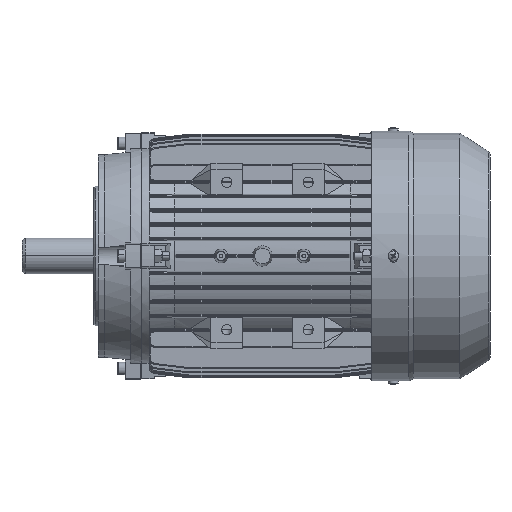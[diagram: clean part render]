
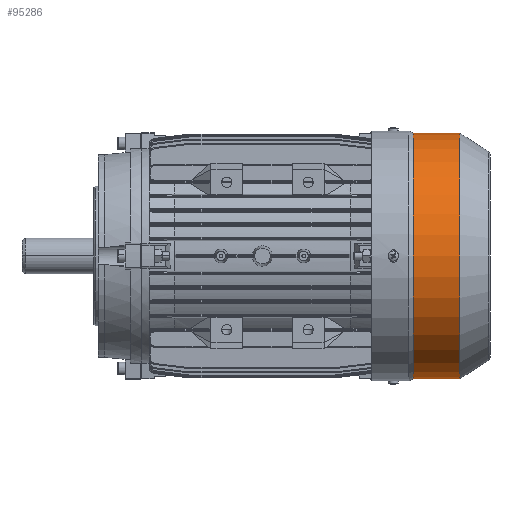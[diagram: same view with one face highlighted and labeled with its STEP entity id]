
A CAD part, front view. The second image highlights one B-rep face of the part: STEP entity #95286.
In plain terms, the highlighted cylindrical face has radius 96.7 mm (diameter 193.4 mm), a partial arc.
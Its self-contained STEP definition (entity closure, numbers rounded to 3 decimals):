
#33464 = DIRECTION ( 'NONE',  ( 0., 0., 1. ) ) ;
#33465 = DIRECTION ( 'NONE',  ( -1., 0., 0. ) ) ;
#33466 = CARTESIAN_POINT ( 'NONE',  ( 32.746, 0., 0. ) ) ;
#33467 = AXIS2_PLACEMENT_3D ( 'NONE', #33466, #33465, #33464 ) ;
#33468 = CIRCLE ( 'NONE', #33467, 96.7 ) ;
#33652 = DIRECTION ( 'NONE',  ( 0., 0., 1. ) ) ;
#33653 = DIRECTION ( 'NONE',  ( -1., 0., 0. ) ) ;
#33654 = CARTESIAN_POINT ( 'NONE',  ( 0., 0., 0. ) ) ;
#33655 = AXIS2_PLACEMENT_3D ( 'NONE', #33654, #33653, #33652 ) ;
#33657 = CYLINDRICAL_SURFACE ( 'NONE', #33655, 96.7 ) ;
#33658 = FACE_OUTER_BOUND ( 'NONE', #98850, .T. ) ;
#33696 = DIRECTION ( 'NONE',  ( 0., 0., 1. ) ) ;
#33697 = DIRECTION ( 'NONE',  ( -1., 0., 0. ) ) ;
#33698 = CARTESIAN_POINT ( 'NONE',  ( 69.291, 0., 0. ) ) ;
#33699 = AXIS2_PLACEMENT_3D ( 'NONE', #33698, #33697, #33696 ) ;
#33700 = CIRCLE ( 'NONE', #33699, 96.7 ) ;
#57053 = VERTEX_POINT ( 'NONE', #120827 ) ;
#57116 = VERTEX_POINT ( 'NONE', #120983 ) ;
#57220 = VERTEX_POINT ( 'NONE', #121070 ) ;
#57240 = EDGE_CURVE ( 'NONE', #57324, #57116, #121107, .T. ) ;
#57324 = VERTEX_POINT ( 'NONE', #121189 ) ;
#57365 = EDGE_CURVE ( 'NONE', #57220, #57053, #121275, .T. ) ;
#92804 = EDGE_CURVE ( 'NONE', #57116, #57053, #33468, .T. ) ;
#95286 = ADVANCED_FACE ( 'NONE', ( #33658 ), #33657, .T. ) ;
#95387 = EDGE_CURVE ( 'NONE', #57324, #57220, #33700, .T. ) ;
#98850 = EDGE_LOOP ( 'NONE', ( #121324, #120840, #120819, #120027 ) ) ;
#120027 = ORIENTED_EDGE ( 'NONE', *, *, #92804, .F. ) ;
#120819 = ORIENTED_EDGE ( 'NONE', *, *, #57365, .T. ) ;
#120827 = CARTESIAN_POINT ( 'NONE',  ( 32.746, 0., 96.7 ) ) ;
#120840 = ORIENTED_EDGE ( 'NONE', *, *, #95387, .T. ) ;
#120983 = CARTESIAN_POINT ( 'NONE',  ( 32.746, 0., -96.7 ) ) ;
#121070 = CARTESIAN_POINT ( 'NONE',  ( 69.291, 0., 96.7 ) ) ;
#121104 = DIRECTION ( 'NONE',  ( -1., 0., 0. ) ) ;
#121105 = VECTOR ( 'NONE', #121104, 1000. ) ;
#121106 = CARTESIAN_POINT ( 'NONE',  ( 0., 0., -96.7 ) ) ;
#121107 = LINE ( 'NONE', #121106, #121105 ) ;
#121189 = CARTESIAN_POINT ( 'NONE',  ( 69.291, 0., -96.7 ) ) ;
#121272 = DIRECTION ( 'NONE',  ( -1., 0., 0. ) ) ;
#121273 = VECTOR ( 'NONE', #121272, 1000. ) ;
#121274 = CARTESIAN_POINT ( 'NONE',  ( 0., 0., 96.7 ) ) ;
#121275 = LINE ( 'NONE', #121274, #121273 ) ;
#121324 = ORIENTED_EDGE ( 'NONE', *, *, #57240, .F. ) ;
